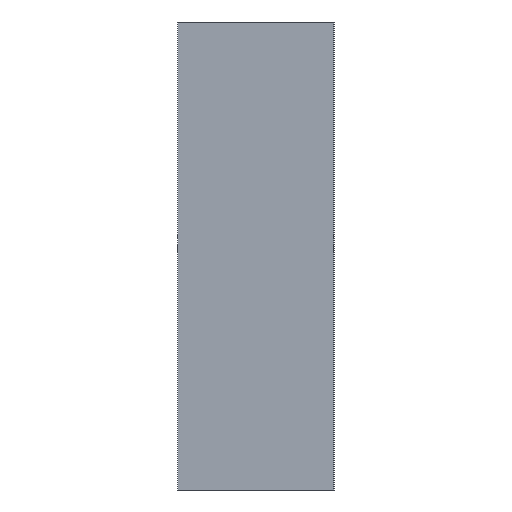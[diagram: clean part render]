
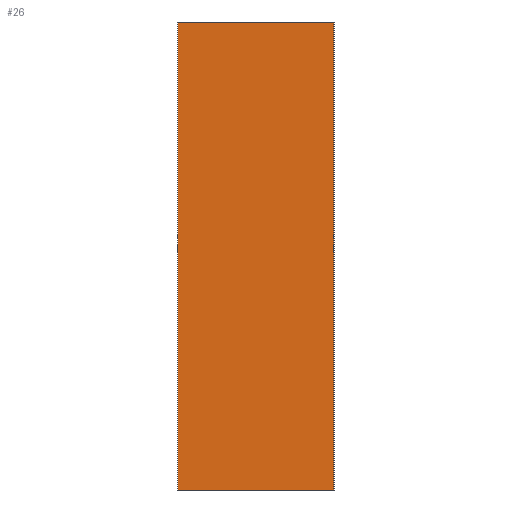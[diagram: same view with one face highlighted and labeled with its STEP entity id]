
A CAD part, left-side view. The second image highlights one B-rep face of the part: STEP entity #26.
In plain terms, the highlighted planar face has unit normal (-1, 0, 0).
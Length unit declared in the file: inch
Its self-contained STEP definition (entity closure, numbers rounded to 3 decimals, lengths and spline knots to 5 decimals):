
#5 = ORIENTED_EDGE ( 'NONE', *, *, #224, .F. ) ;
#26 = ADVANCED_FACE ( 'NONE', ( #29 ), #141, .F. ) ;
#29 = FACE_OUTER_BOUND ( 'NONE', #91, .T. ) ;
#32 = VECTOR ( 'NONE', #144, 39.37008 ) ;
#34 = VERTEX_POINT ( 'NONE', #69 ) ;
#38 = VERTEX_POINT ( 'NONE', #161 ) ;
#39 = EDGE_CURVE ( 'NONE', #127, #156, #235, .T. ) ;
#49 = VECTOR ( 'NONE', #173, 39.37008 ) ;
#60 = EDGE_CURVE ( 'NONE', #34, #127, #146, .T. ) ;
#69 = CARTESIAN_POINT ( 'NONE',  ( -3.25, 0.125, 0.375 ) ) ;
#72 = CARTESIAN_POINT ( 'NONE',  ( -3.25, -0.125, 0.375 ) ) ;
#75 = ORIENTED_EDGE ( 'NONE', *, *, #220, .F. ) ;
#88 = DIRECTION ( 'NONE',  ( 0., 0., -1. ) ) ;
#91 = EDGE_LOOP ( 'NONE', ( #5, #151, #230, #75 ) ) ;
#97 = VECTOR ( 'NONE', #130, 39.37008 ) ;
#99 = DIRECTION ( 'NONE',  ( 0., 1., 0. ) ) ;
#107 = CARTESIAN_POINT ( 'NONE',  ( -3.25, 0., 0. ) ) ;
#117 = CARTESIAN_POINT ( 'NONE',  ( -3.25, 0.125, -0.375 ) ) ;
#122 = CARTESIAN_POINT ( 'NONE',  ( -3.25, -0.125, -0.375 ) ) ;
#127 = VERTEX_POINT ( 'NONE', #238 ) ;
#130 = DIRECTION ( 'NONE',  ( 0., -1., 0. ) ) ;
#138 = AXIS2_PLACEMENT_3D ( 'NONE', #107, #178, #88 ) ;
#141 = PLANE ( 'NONE',  #138 ) ;
#144 = DIRECTION ( 'NONE',  ( 0., 0., -1. ) ) ;
#146 = LINE ( 'NONE', #218, #97 ) ;
#151 = ORIENTED_EDGE ( 'NONE', *, *, #39, .F. ) ;
#152 = CARTESIAN_POINT ( 'NONE',  ( -3.25, 0.125, 0.375 ) ) ;
#156 = VERTEX_POINT ( 'NONE', #122 ) ;
#161 = CARTESIAN_POINT ( 'NONE',  ( -3.25, 0.125, -0.375 ) ) ;
#169 = LINE ( 'NONE', #152, #49 ) ;
#173 = DIRECTION ( 'NONE',  ( 0., 0., 1. ) ) ;
#178 = DIRECTION ( 'NONE',  ( 1., 0., 0. ) ) ;
#184 = VECTOR ( 'NONE', #99, 39.37008 ) ;
#186 = LINE ( 'NONE', #117, #184 ) ;
#218 = CARTESIAN_POINT ( 'NONE',  ( -3.25, 0.125, 0.375 ) ) ;
#220 = EDGE_CURVE ( 'NONE', #38, #34, #169, .T. ) ;
#224 = EDGE_CURVE ( 'NONE', #156, #38, #186, .T. ) ;
#230 = ORIENTED_EDGE ( 'NONE', *, *, #60, .F. ) ;
#235 = LINE ( 'NONE', #72, #32 ) ;
#238 = CARTESIAN_POINT ( 'NONE',  ( -3.25, -0.125, 0.375 ) ) ;
